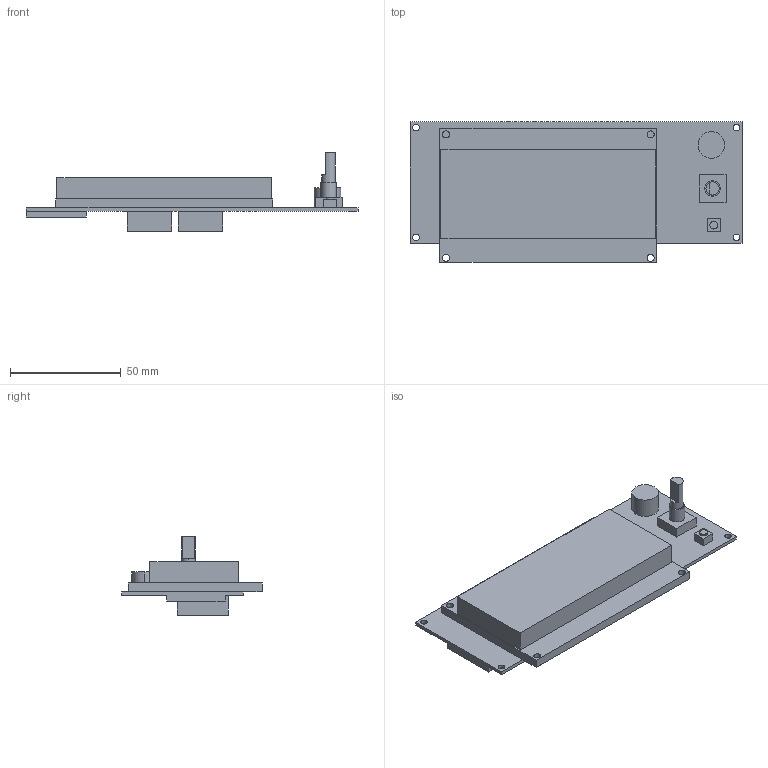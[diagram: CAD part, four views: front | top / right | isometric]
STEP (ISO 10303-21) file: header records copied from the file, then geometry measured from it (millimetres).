
FILE_DESCRIPTION (( 'STEP AP203' ), '1' );
FILE_NAME ('Smart Controller.STEP', '2013-04-18T12:57:38', ( 'MCD' ), ( 'Microsoft' ), 'SwSTEP 2.0', 'SolidWorks 2013', '' );
FILE_SCHEMA (( 'CONFIG_CONTROL_DESIGN' ));
Length unit declared in the file: millimetre
Products named in the file (1): Smart Controller
Bounding box: 150.04 x 63.5 x 35.5 mm (x, y, z)
Volume: 86373 mm3; surface area: 25732.3 mm2
Topology: 1 solids, 1 shells, 73 faces, 178 edges, 118 vertices
Faces by surface type: plane 49, cylinder 24
Entity records: 2247 total; most frequent: DIRECTION 376, CARTESIAN_POINT 370, ORIENTED_EDGE 356, EDGE_CURVE 178, LINE 128, VECTOR 128, AXIS2_PLACEMENT_3D 124, VERTEX_POINT 118
